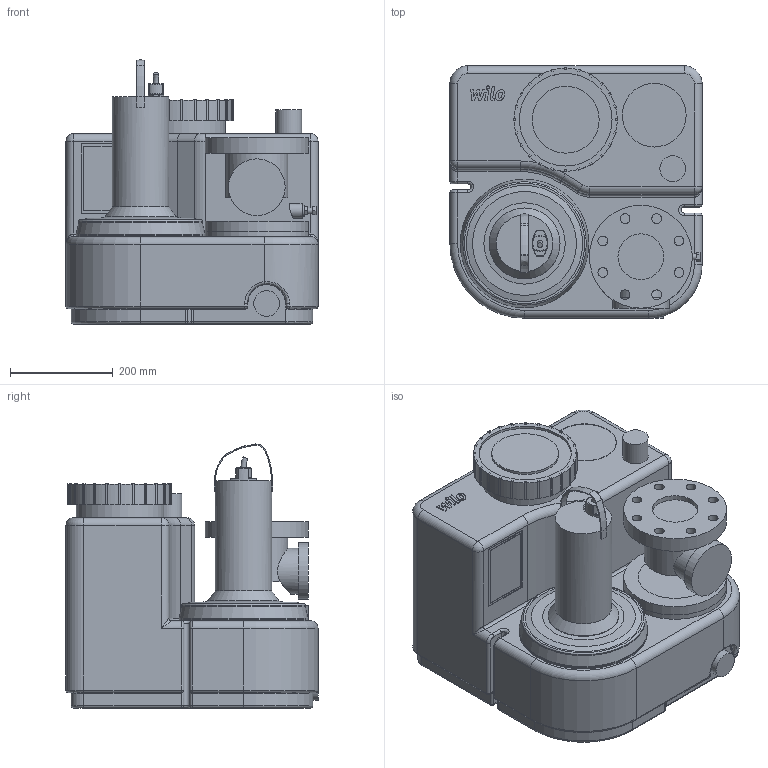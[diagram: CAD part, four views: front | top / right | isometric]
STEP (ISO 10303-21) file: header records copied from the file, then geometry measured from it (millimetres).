
FILE_DESCRIPTION(/* description */ (''),/* implementation_level */ '2;1');
FILE_NAME(/* name */ '3d_DrainLiftSANI-S.11M_3C-2549917.stp',/* time_stamp */ '2020-06-29T08:57:04+02:00',/* author */ ('Andrzej'),/* organization */ (''),/* preprocessor_version */ 'ST-DEVELOPER v16.13',/* originating_system */ 'AutoCAD Mechanical',/* authorisation */ '');
FILE_SCHEMA (('AUTOMOTIVE_DESIGN { 1 0 10303 214 3 1 1 }'));
Length unit declared in the file: millimetre
Products named in the file (1): Product
Bounding box: 490 x 490 x 513.23 mm (x, y, z)
Volume: 68139986.2 mm3; surface area: 1535444.2 mm2
Topology: 10 solids, 11 shells, 509 faces, 1267 edges, 773 vertices
Faces by surface type: plane 218, cylinder 175, torus 50, bspline 39, sphere 21, cone 6
Full cylindrical faces by diameter (mm): 11 x1, 19 x8, 22 x1, 28 x1, 50 x2, 88.9 x2, 110 x2, 120 x1, 124 x1, 130 x2, 138 x1, 170 x1, 180 x1, 200 x3, 240 x1, 246 x2, 250 x2
Entity records: 15882 total; most frequent: CARTESIAN_POINT 3936, DIRECTION 2521, ORIENTED_EDGE 2392, EDGE_CURVE 1196, AXIS2_PLACEMENT_3D 920, VERTEX_POINT 768, LINE 681, VECTOR 681
